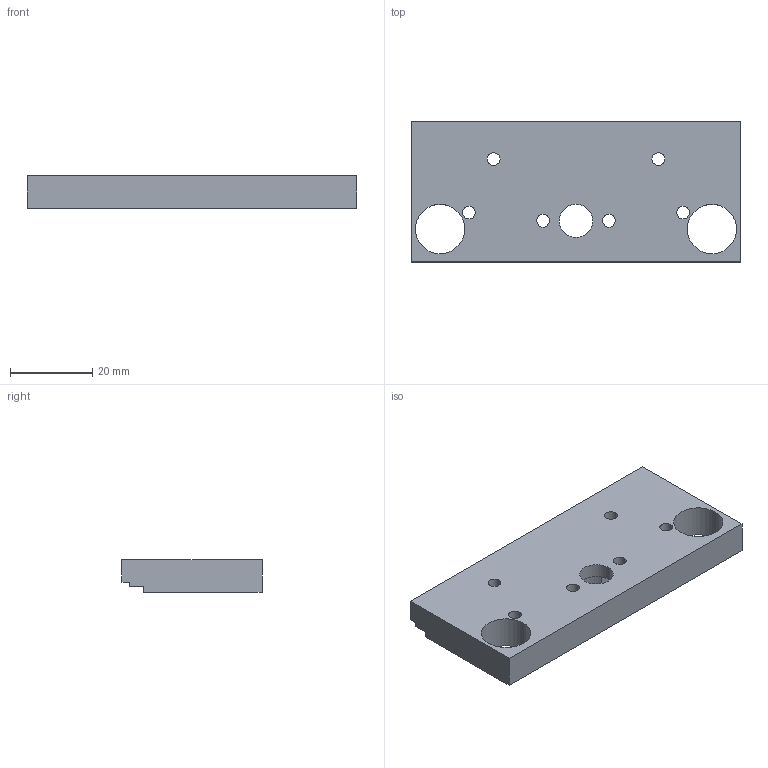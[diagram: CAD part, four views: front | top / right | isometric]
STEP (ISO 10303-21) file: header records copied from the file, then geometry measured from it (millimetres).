
FILE_DESCRIPTION (( 'STEP AP214' ), '1' );
FILE_NAME ('CNC加工件-v1.4.1_嘉立创-活动-20250729.STEP', '2025-07-29T12:57:38', ( '' ), ( '' ), 'SwSTEP 2.0', 'SolidWorks 2018', '' );
FILE_SCHEMA (( 'AUTOMOTIVE_DESIGN' ));
Length unit declared in the file: millimetre
Products named in the file (1): CNC加工件-v1.4.1_嘉立创-活动-20250729
Bounding box: 80 x 34 x 8 mm (x, y, z)
Volume: 17896.9 mm3; surface area: 7944.8 mm2
Topology: 1 solids, 1 shells, 44 faces, 123 edges, 82 vertices
Faces by surface type: cylinder 25, plane 19
Entity records: 1507 total; most frequent: DIRECTION 263, CARTESIAN_POINT 250, ORIENTED_EDGE 246, EDGE_CURVE 123, AXIS2_PLACEMENT_3D 95, VERTEX_POINT 82, LINE 73, VECTOR 73
